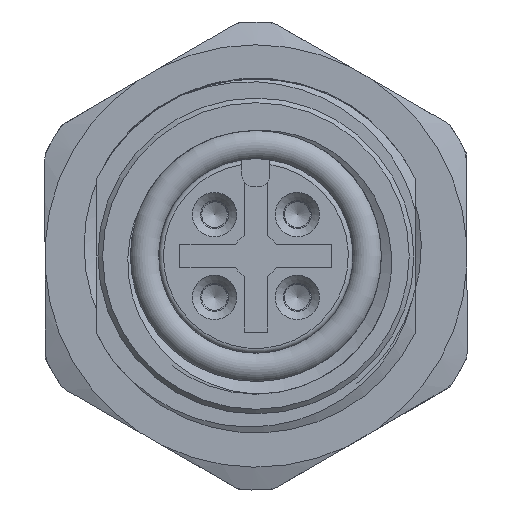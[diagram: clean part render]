
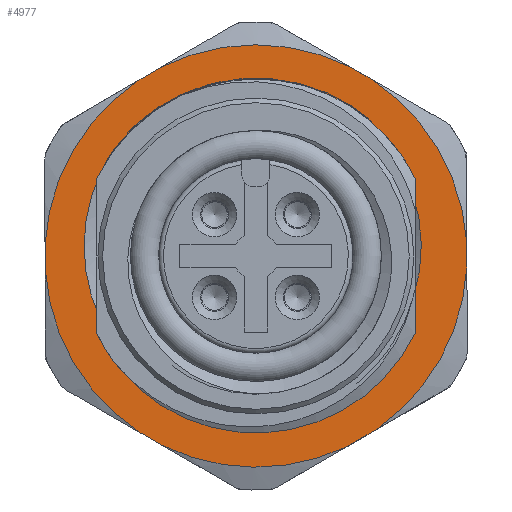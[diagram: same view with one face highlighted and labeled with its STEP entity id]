
A CAD part, front view. The second image highlights one B-rep face of the part: STEP entity #4977.
In plain terms, the highlighted face is planar.
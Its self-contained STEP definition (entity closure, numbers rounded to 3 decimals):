
#351=B_SPLINE_CURVE_WITH_KNOTS('',3,(#26376,#26377,#26378,#26379,#26380,
#26381,#26382),.UNSPECIFIED.,.F.,.F.,(4,1,1,1,4),(0.,0.004,
0.007,0.011,0.014),.UNSPECIFIED.);
#352=B_SPLINE_CURVE_WITH_KNOTS('',3,(#26386,#26387,#26388,#26389,#26390,
#26391,#26392),.UNSPECIFIED.,.F.,.F.,(4,1,1,1,4),(0.,0.004,
0.007,0.011,0.014),
 .UNSPECIFIED.);
#471=PLANE('',#5457);
#654=CIRCLE('',#5458,7.6);
#655=CIRCLE('',#5459,6.788);
#656=CIRCLE('',#5460,9.024);
#657=CIRCLE('',#5461,9.024);
#658=CIRCLE('',#5462,9.024);
#659=CIRCLE('',#5463,9.024);
#660=CIRCLE('',#5464,9.024);
#661=CIRCLE('',#5465,9.024);
#1660=ORIENTED_EDGE('',*,*,#2624,.T.);
#1661=ORIENTED_EDGE('',*,*,#2625,.T.);
#1662=ORIENTED_EDGE('',*,*,#2626,.T.);
#1663=ORIENTED_EDGE('',*,*,#2627,.T.);
#1664=ORIENTED_EDGE('',*,*,#2628,.F.);
#1665=ORIENTED_EDGE('',*,*,#2629,.T.);
#1666=ORIENTED_EDGE('',*,*,#2630,.F.);
#1667=ORIENTED_EDGE('',*,*,#2631,.T.);
#1668=ORIENTED_EDGE('',*,*,#2632,.F.);
#1669=ORIENTED_EDGE('',*,*,#2633,.T.);
#1670=ORIENTED_EDGE('',*,*,#2634,.F.);
#1671=ORIENTED_EDGE('',*,*,#2635,.T.);
#1672=ORIENTED_EDGE('',*,*,#2636,.F.);
#1673=ORIENTED_EDGE('',*,*,#2637,.T.);
#1674=ORIENTED_EDGE('',*,*,#2638,.F.);
#1675=ORIENTED_EDGE('',*,*,#2639,.T.);
#2624=EDGE_CURVE('',#3197,#3198,#654,.T.);
#2625=EDGE_CURVE('',#3198,#3199,#351,.T.);
#2626=EDGE_CURVE('',#3199,#3200,#655,.F.);
#2627=EDGE_CURVE('',#3200,#3197,#352,.T.);
#2628=EDGE_CURVE('',#3201,#3202,#656,.F.);
#2629=EDGE_CURVE('',#3201,#3203,#3533,.T.);
#2630=EDGE_CURVE('',#3204,#3203,#657,.F.);
#2631=EDGE_CURVE('',#3204,#3205,#3534,.T.);
#2632=EDGE_CURVE('',#3206,#3205,#658,.F.);
#2633=EDGE_CURVE('',#3206,#3207,#3535,.T.);
#2634=EDGE_CURVE('',#3208,#3207,#659,.F.);
#2635=EDGE_CURVE('',#3208,#3209,#3536,.T.);
#2636=EDGE_CURVE('',#3210,#3209,#660,.F.);
#2637=EDGE_CURVE('',#3210,#3211,#3537,.T.);
#2638=EDGE_CURVE('',#3212,#3211,#661,.F.);
#2639=EDGE_CURVE('',#3212,#3202,#3538,.T.);
#3197=VERTEX_POINT('',#26374);
#3198=VERTEX_POINT('',#26375);
#3199=VERTEX_POINT('',#26383);
#3200=VERTEX_POINT('',#26385);
#3201=VERTEX_POINT('',#26394);
#3202=VERTEX_POINT('',#26395);
#3203=VERTEX_POINT('',#26397);
#3204=VERTEX_POINT('',#26399);
#3205=VERTEX_POINT('',#26401);
#3206=VERTEX_POINT('',#26403);
#3207=VERTEX_POINT('',#26405);
#3208=VERTEX_POINT('',#26407);
#3209=VERTEX_POINT('',#26409);
#3210=VERTEX_POINT('',#26411);
#3211=VERTEX_POINT('',#26413);
#3212=VERTEX_POINT('',#26415);
#3533=LINE('',#26396,#3796);
#3534=LINE('',#26400,#3797);
#3535=LINE('',#26404,#3798);
#3536=LINE('',#26408,#3799);
#3537=LINE('',#26412,#3800);
#3538=LINE('',#26416,#3801);
#3796=VECTOR('',#6403,1000.);
#3797=VECTOR('',#6406,1000.);
#3798=VECTOR('',#6409,1000.);
#3799=VECTOR('',#6412,1000.);
#3800=VECTOR('',#6415,1000.);
#3801=VECTOR('',#6418,1000.);
#4138=EDGE_LOOP('',(#1660,#1661,#1662,#1663));
#4139=EDGE_LOOP('',(#1664,#1665,#1666,#1667,#1668,#1669,#1670,#1671,#1672,
#1673,#1674,#1675));
#4542=FACE_BOUND('',#4138,.T.);
#4543=FACE_BOUND('',#4139,.T.);
#4977=ADVANCED_FACE('',(#4542,#4543),#471,.T.);
#5457=AXIS2_PLACEMENT_3D('',#26372,#6395,#6396);
#5458=AXIS2_PLACEMENT_3D('',#26373,#6397,#6398);
#5459=AXIS2_PLACEMENT_3D('',#26384,#6399,#6400);
#5460=AXIS2_PLACEMENT_3D('',#26393,#6401,#6402);
#5461=AXIS2_PLACEMENT_3D('',#26398,#6404,#6405);
#5462=AXIS2_PLACEMENT_3D('',#26402,#6407,#6408);
#5463=AXIS2_PLACEMENT_3D('',#26406,#6410,#6411);
#5464=AXIS2_PLACEMENT_3D('',#26410,#6413,#6414);
#5465=AXIS2_PLACEMENT_3D('',#26414,#6416,#6417);
#6395=DIRECTION('',(1.,0.,0.));
#6396=DIRECTION('',(0.,0.,-1.));
#6397=DIRECTION('',(-1.,0.,0.));
#6398=DIRECTION('',(0.,1.,0.));
#6399=DIRECTION('',(1.,0.,0.));
#6400=DIRECTION('',(0.,0.,-1.));
#6401=DIRECTION('',(1.,0.,0.));
#6402=DIRECTION('',(0.,0.,-1.));
#6403=DIRECTION('',(0.,1.,0.));
#6404=DIRECTION('',(1.,0.,0.));
#6405=DIRECTION('',(0.,0.,-1.));
#6406=DIRECTION('',(0.,0.497,0.868));
#6407=DIRECTION('',(1.,0.,0.));
#6408=DIRECTION('',(0.,0.,-1.));
#6409=DIRECTION('',(0.,-0.497,0.868));
#6410=DIRECTION('',(1.,0.,0.));
#6411=DIRECTION('',(0.,0.,-1.));
#6412=DIRECTION('',(0.,-1.,0.));
#6413=DIRECTION('',(1.,0.,0.));
#6414=DIRECTION('',(0.,0.,-1.));
#6415=DIRECTION('',(0.,-0.498,-0.867));
#6416=DIRECTION('',(1.,0.,0.));
#6417=DIRECTION('',(0.,0.,-1.));
#6418=DIRECTION('',(0.,0.498,-0.867));
#26372=CARTESIAN_POINT('',(1.5,0.,0.));
#26373=CARTESIAN_POINT('',(1.5,0.,0.));
#26374=CARTESIAN_POINT('',(1.5,-2.904,7.023));
#26375=CARTESIAN_POINT('',(1.5,5.374,5.374));
#26376=CARTESIAN_POINT('',(1.5,5.374,5.374));
#26377=CARTESIAN_POINT('',(1.5,6.169,4.489));
#26378=CARTESIAN_POINT('',(1.5,7.318,2.364));
#26379=CARTESIAN_POINT('',(1.5,7.392,-1.283));
#26380=CARTESIAN_POINT('',(1.5,5.725,-4.53));
#26381=CARTESIAN_POINT('',(1.5,3.72,-5.886));
#26382=CARTESIAN_POINT('',(1.5,2.593,-6.273));
#26383=CARTESIAN_POINT('',(1.5,2.593,-6.273));
#26384=CARTESIAN_POINT('',(1.5,0.,0.));
#26385=CARTESIAN_POINT('',(1.5,-4.8,-4.8));
#26386=CARTESIAN_POINT('',(1.5,-4.8,-4.8));
#26387=CARTESIAN_POINT('',(1.5,-5.69,-4.011));
#26388=CARTESIAN_POINT('',(1.5,-7.029,-1.983));
#26389=CARTESIAN_POINT('',(1.5,-7.315,1.66));
#26390=CARTESIAN_POINT('',(1.5,-5.853,4.987));
#26391=CARTESIAN_POINT('',(1.5,-3.975,6.51));
#26392=CARTESIAN_POINT('',(1.5,-2.904,7.023));
#26393=CARTESIAN_POINT('',(1.5,0.,0.));
#26394=CARTESIAN_POINT('',(1.5,-0.764,-8.992));
#26395=CARTESIAN_POINT('',(1.5,-7.542,-4.955));
#26396=CARTESIAN_POINT('',(1.5,-4.376,-8.992));
#26397=CARTESIAN_POINT('',(1.5,0.764,-8.992));
#26398=CARTESIAN_POINT('',(1.5,0.,0.));
#26399=CARTESIAN_POINT('',(1.5,7.551,-4.941));
#26400=CARTESIAN_POINT('',(1.5,5.661,-8.243));
#26401=CARTESIAN_POINT('',(1.5,8.085,-4.008));
#26402=CARTESIAN_POINT('',(1.5,0.,0.));
#26403=CARTESIAN_POINT('',(1.5,8.085,4.008));
#26404=CARTESIAN_POINT('',(1.5,9.975,0.706));
#26405=CARTESIAN_POINT('',(1.5,7.551,4.941));
#26406=CARTESIAN_POINT('',(1.5,0.,0.));
#26407=CARTESIAN_POINT('',(1.5,0.537,9.008));
#26408=CARTESIAN_POINT('',(1.5,4.342,9.008));
#26409=CARTESIAN_POINT('',(1.5,-0.537,9.008));
#26410=CARTESIAN_POINT('',(1.5,0.,0.));
#26411=CARTESIAN_POINT('',(1.5,-7.542,4.955));
#26412=CARTESIAN_POINT('',(1.5,-5.646,8.254));
#26413=CARTESIAN_POINT('',(1.5,-8.078,4.024));
#26414=CARTESIAN_POINT('',(1.5,0.,0.));
#26415=CARTESIAN_POINT('',(1.5,-8.078,-4.024));
#26416=CARTESIAN_POINT('',(1.5,-9.974,-0.725));
